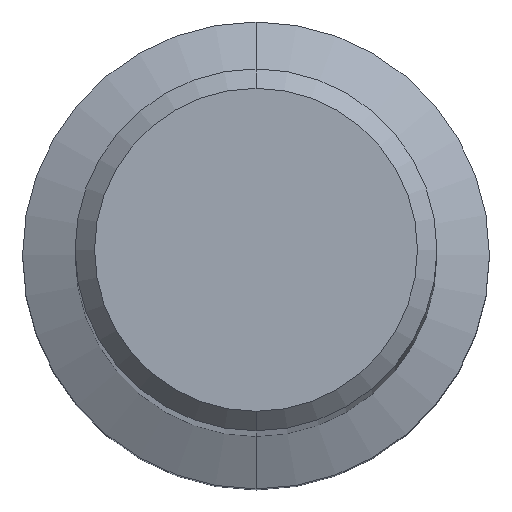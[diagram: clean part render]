
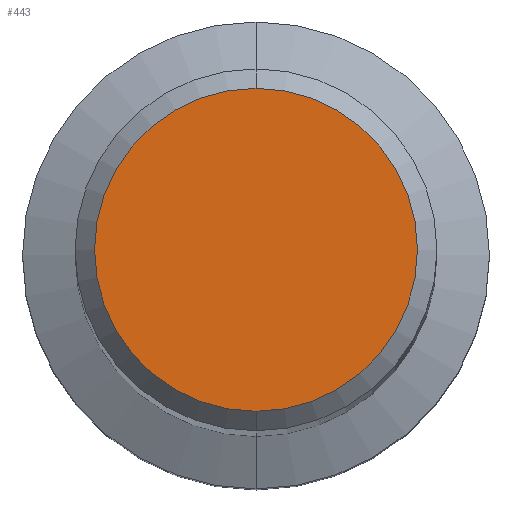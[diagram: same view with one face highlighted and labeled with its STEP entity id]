
A CAD part, top view. The second image highlights one B-rep face of the part: STEP entity #443.
In plain terms, the highlighted planar face has unit normal (0, 0, 1).
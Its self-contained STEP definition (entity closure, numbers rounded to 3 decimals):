
#295=EDGE_CURVE('',#527,#511,#662,.T.);
#443=ADVANCED_FACE('',(#821),#822,.T.);
#455=EDGE_CURVE('',#511,#527,#835,.T.);
#511=VERTEX_POINT('',#901);
#527=VERTEX_POINT('',#919);
#662=CIRCLE('',#1148,4.15);
#821=FACE_OUTER_BOUND('',#1423,.T.);
#822=PLANE('',#1424);
#835=CIRCLE('',#1496,4.15);
#901=CARTESIAN_POINT('',(0.,-4.15,0.0));
#919=CARTESIAN_POINT('',(0.0,4.15,0.0));
#1148=AXIS2_PLACEMENT_3D('',#1798,#1799,#1800);
#1423=EDGE_LOOP('',(#1956,#1957));
#1424=AXIS2_PLACEMENT_3D('',#1958,#1959,#1960);
#1496=AXIS2_PLACEMENT_3D('',#1971,#1972,#1973);
#1798=CARTESIAN_POINT('',(0.0,0.0,0.0));
#1799=DIRECTION('',(0.0,0.0,-1.0));
#1800=DIRECTION('',(0.0,1.0,0.0));
#1956=ORIENTED_EDGE('',*,*,#295,.F.);
#1957=ORIENTED_EDGE('',*,*,#455,.F.);
#1958=CARTESIAN_POINT('',(0.0,2.075,0.0));
#1959=DIRECTION('',(-0.0,0.0,1.0));
#1960=DIRECTION('',(0.0,-1.0,0.0));
#1971=CARTESIAN_POINT('',(0.0,0.0,0.0));
#1972=DIRECTION('',(0.0,0.0,-1.0));
#1973=DIRECTION('',(0.0,1.0,0.0));
